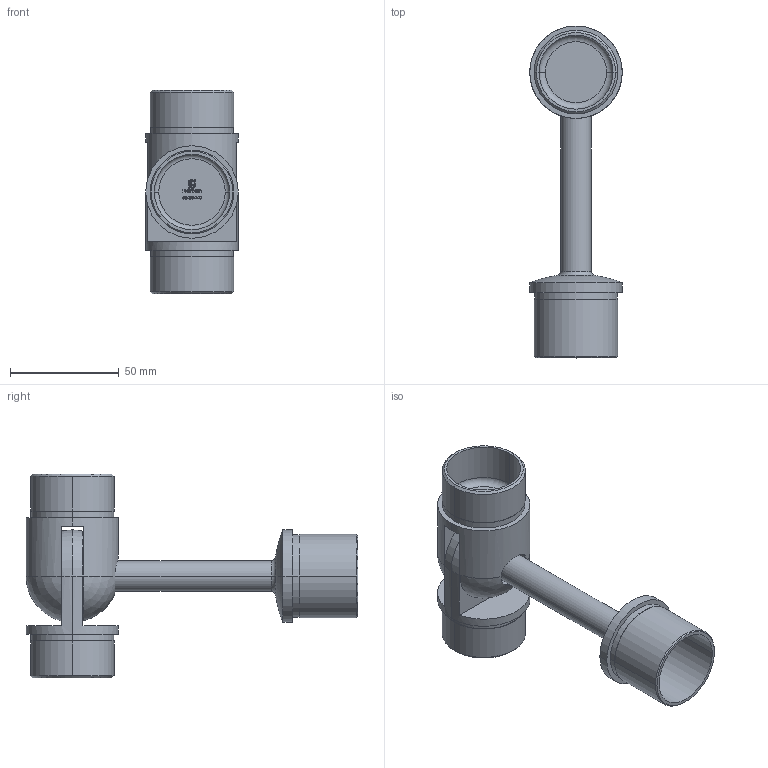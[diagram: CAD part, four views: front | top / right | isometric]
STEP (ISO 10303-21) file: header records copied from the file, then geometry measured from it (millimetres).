
FILE_DESCRIPTION (( 'STEP AP203' ), '1' );
FILE_NAME ('60455-240.STEP', '2022-01-14T09:13:02', ( '' ), ( '' ), 'SwSTEP 2.0', 'SolidWorks 2018', '' );
FILE_SCHEMA (( 'CONFIG_CONTROL_DESIGN' ));
Length unit declared in the file: millimetre
Products named in the file (7): 60455-240 Teil1; 60455-240 Teil2; 60455-240; 60455-240 Teil1_60455-240 Teil1; 60455-240 Teil2_60455-240 Teil2; 60455-240 Teil3; 60455-240 Teil3_60455-240 Teil3
Assembly tree (3 placements, depth 2):
  60455-240 Teil1
  60455-240 Teil2
  60455-240
    60455-240 Teil1_60455-240 Teil1
    60455-240 Teil3_60455-240 Teil3
    60455-240 Teil2_60455-240 Teil2
  60455-240 Teil3
Bounding box: 42.4 x 152.28 x 93.6 mm (x, y, z)
Volume: 83700.2 mm3; surface area: 42763.2 mm2
Topology: 3 solids, 3 shells, 501 faces, 1278 edges, 787 vertices
Faces by surface type: plane 199, bspline 117, cylinder 101, sphere 42, torus 26, cone 16
Entity records: 21437 total; most frequent: CARTESIAN_POINT 9444, ORIENTED_EDGE 2492, DIRECTION 2111, EDGE_CURVE 1246, VERTEX_POINT 787, AXIS2_PLACEMENT_3D 712, VECTOR 687, LINE 687
